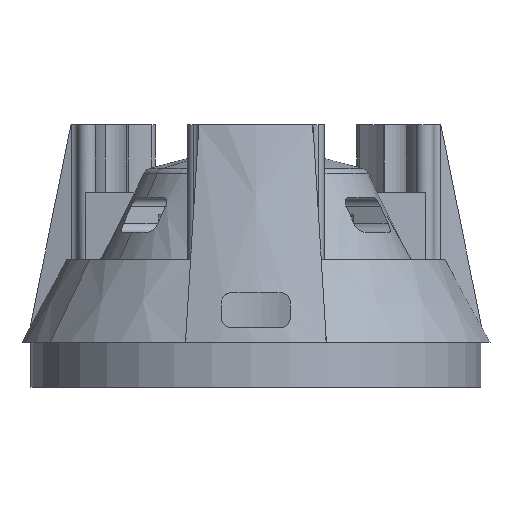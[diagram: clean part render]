
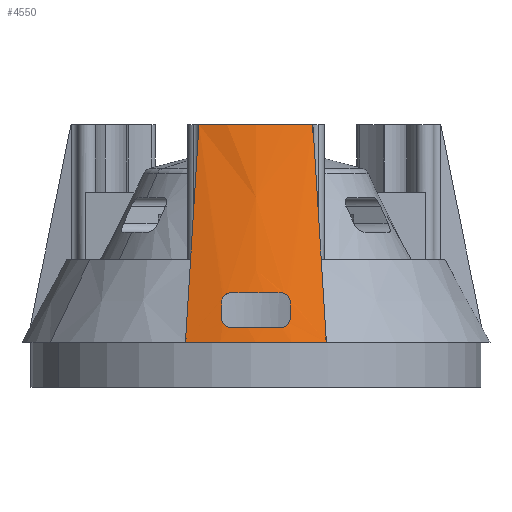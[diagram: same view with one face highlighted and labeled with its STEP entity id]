
A CAD part, front view. The second image highlights one B-rep face of the part: STEP entity #4550.
In plain terms, the highlighted conical face has half-angle 11.709 degrees and reference radius 42 mm.
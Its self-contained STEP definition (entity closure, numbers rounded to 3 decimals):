
#304=CARTESIAN_POINT('Vertex',(15.637,-49.593,1000.)) ;
#307=CARTESIAN_POINT('Axis2P3D Location',(0.,0.,1000.)) ;
#311=CARTESIAN_POINT('Vertex',(-15.637,-49.593,1000.)) ;
#1404=CARTESIAN_POINT('Vertex',(-7.6,-49.566,1008.95)) ;
#1408=CARTESIAN_POINT('Control Point',(-7.6,-49.566,1008.95)) ;
#1409=CARTESIAN_POINT('Control Point',(-7.6,-49.721,1008.21)) ;
#1410=CARTESIAN_POINT('Control Point',(-7.6,-49.876,1007.47)) ;
#1411=CARTESIAN_POINT('Control Point',(-7.6,-50.031,1006.73)) ;
#1412=CARTESIAN_POINT('Control Point',(-7.6,-50.186,1005.99)) ;
#1413=CARTESIAN_POINT('Control Point',(-7.6,-50.341,1005.25)) ;
#1414=CARTESIAN_POINT('Vertex',(-7.6,-50.341,1005.25)) ;
#1438=CARTESIAN_POINT('Vertex',(7.6,-49.566,1008.95)) ;
#1442=CARTESIAN_POINT('Control Point',(5.6,-49.414,1010.95)) ;
#1443=CARTESIAN_POINT('Control Point',(6.237,-49.342,1010.95)) ;
#1444=CARTESIAN_POINT('Control Point',(6.882,-49.311,1010.697)) ;
#1445=CARTESIAN_POINT('Control Point',(7.37,-49.343,1010.177)) ;
#1446=CARTESIAN_POINT('Control Point',(7.6,-49.438,1009.56)) ;
#1447=CARTESIAN_POINT('Control Point',(7.6,-49.566,1008.95)) ;
#1448=CARTESIAN_POINT('Vertex',(5.6,-49.414,1010.95)) ;
#1472=CARTESIAN_POINT('Vertex',(7.6,-50.341,1005.25)) ;
#1476=CARTESIAN_POINT('Control Point',(7.6,-49.566,1008.95)) ;
#1477=CARTESIAN_POINT('Control Point',(7.6,-49.721,1008.21)) ;
#1478=CARTESIAN_POINT('Control Point',(7.6,-49.876,1007.47)) ;
#1479=CARTESIAN_POINT('Control Point',(7.6,-50.031,1006.73)) ;
#1480=CARTESIAN_POINT('Control Point',(7.6,-50.186,1005.99)) ;
#1481=CARTESIAN_POINT('Control Point',(7.6,-50.341,1005.25)) ;
#1496=CARTESIAN_POINT('Control Point',(-5.6,-51.02,1003.25)) ;
#1497=CARTESIAN_POINT('Control Point',(-6.253,-50.948,1003.25)) ;
#1498=CARTESIAN_POINT('Control Point',(-6.901,-50.81,1003.521)) ;
#1499=CARTESIAN_POINT('Control Point',(-7.362,-50.634,1004.026)) ;
#1500=CARTESIAN_POINT('Control Point',(-7.6,-50.471,1004.633)) ;
#1501=CARTESIAN_POINT('Control Point',(-7.6,-50.341,1005.25)) ;
#1502=CARTESIAN_POINT('Vertex',(-5.6,-51.02,1003.25)) ;
#3625=CARTESIAN_POINT('Vertex',(12.63,-40.056,1048.25)) ;
#3628=CARTESIAN_POINT('Line Origine',(14.133,-44.825,1024.125)) ;
#3654=CARTESIAN_POINT('Line Origine',(-14.133,-44.825,1024.125)) ;
#3658=CARTESIAN_POINT('Vertex',(-12.63,-40.056,1048.25)) ;
#3788=CARTESIAN_POINT('Axis2P3D Location',(0.,0.,1048.25)) ;
#4264=CARTESIAN_POINT('Vertex',(5.6,-51.02,1003.25)) ;
#4268=CARTESIAN_POINT('Control Point',(5.6,-51.02,1003.25)) ;
#4269=CARTESIAN_POINT('Control Point',(6.253,-50.948,1003.25)) ;
#4270=CARTESIAN_POINT('Control Point',(6.901,-50.81,1003.521)) ;
#4271=CARTESIAN_POINT('Control Point',(7.362,-50.634,1004.026)) ;
#4272=CARTESIAN_POINT('Control Point',(7.6,-50.471,1004.633)) ;
#4273=CARTESIAN_POINT('Control Point',(7.6,-50.341,1005.25)) ;
#4282=CARTESIAN_POINT('Axis2P3D Location',(0.,0.,1010.95)) ;
#4286=CARTESIAN_POINT('Vertex',(-5.6,-49.414,1010.95)) ;
#4311=CARTESIAN_POINT('Control Point',(-7.6,-49.566,1008.95)) ;
#4312=CARTESIAN_POINT('Control Point',(-7.6,-49.438,1009.56)) ;
#4313=CARTESIAN_POINT('Control Point',(-7.37,-49.344,1010.177)) ;
#4314=CARTESIAN_POINT('Control Point',(-6.882,-49.311,1010.697)) ;
#4315=CARTESIAN_POINT('Control Point',(-6.237,-49.342,1010.95)) ;
#4316=CARTESIAN_POINT('Control Point',(-5.6,-49.414,1010.95)) ;
#4421=CARTESIAN_POINT('Axis2P3D Location',(0.,0.,1003.25)) ;
#4529=CARTESIAN_POINT('Axis2P3D Location',(0.,0.,1048.25)) ;
#308=DIRECTION('Axis2P3D Direction',(0.,0.,1.)) ;
#3629=DIRECTION('Vector Direction',(-0.061,0.194,0.979)) ;
#3655=DIRECTION('Vector Direction',(0.061,0.194,0.979)) ;
#3789=DIRECTION('Axis2P3D Direction',(0.,0.,1.)) ;
#4283=DIRECTION('Axis2P3D Direction',(0.,0.,1.)) ;
#4422=DIRECTION('Axis2P3D Direction',(0.,0.,-1.)) ;
#4530=DIRECTION('Axis2P3D Direction',(-0.,-0.,-1.)) ;
#4531=DIRECTION('Axis2P3D XDirection',(0.301,-0.954,0.)) ;
#309=AXIS2_PLACEMENT_3D('Circle Axis2P3D',#307,#308,$) ;
#3790=AXIS2_PLACEMENT_3D('Circle Axis2P3D',#3788,#3789,$) ;
#4284=AXIS2_PLACEMENT_3D('Circle Axis2P3D',#4282,#4283,$) ;
#4423=AXIS2_PLACEMENT_3D('Circle Axis2P3D',#4421,#4422,$) ;
#4532=AXIS2_PLACEMENT_3D('Cone Axis2P3D',#4529,#4530,#4531) ;
#4535=ORIENTED_EDGE('',*,*,#3792,.F.) ;
#4536=ORIENTED_EDGE('',*,*,#3660,.T.) ;
#4537=ORIENTED_EDGE('',*,*,#313,.T.) ;
#4538=ORIENTED_EDGE('',*,*,#3632,.F.) ;
#4541=ORIENTED_EDGE('',*,*,#1416,.F.) ;
#4542=ORIENTED_EDGE('',*,*,#4317,.T.) ;
#4543=ORIENTED_EDGE('',*,*,#4288,.T.) ;
#4544=ORIENTED_EDGE('',*,*,#1450,.T.) ;
#4545=ORIENTED_EDGE('',*,*,#1482,.T.) ;
#4546=ORIENTED_EDGE('',*,*,#4274,.F.) ;
#4547=ORIENTED_EDGE('',*,*,#4425,.T.) ;
#4548=ORIENTED_EDGE('',*,*,#1504,.T.) ;
#4549=FACE_BOUND('',#4540,.T.) ;
#3630=VECTOR('Line Direction',#3629,1.) ;
#3656=VECTOR('Line Direction',#3655,1.) ;
#4550=ADVANCED_FACE('Corps principal',(#4539,#4549),#4533,.T.) ;
#1407=B_SPLINE_CURVE_WITH_KNOTS('',5,(#1408,#1409,#1410,#1411,#1412,#1413),.UNSPECIFIED.,.F.,.U.,(6,6),(0.,5.346),.UNSPECIFIED.) ;
#1441=B_SPLINE_CURVE_WITH_KNOTS('',5,(#1442,#1443,#1444,#1445,#1446,#1447),.UNSPECIFIED.,.F.,.U.,(6,6),(0.,4.409),.UNSPECIFIED.) ;
#1475=B_SPLINE_CURVE_WITH_KNOTS('',5,(#1476,#1477,#1478,#1479,#1480,#1481),.UNSPECIFIED.,.F.,.U.,(6,6),(0.,5.346),.UNSPECIFIED.) ;
#1495=B_SPLINE_CURVE_WITH_KNOTS('',5,(#1496,#1497,#1498,#1499,#1500,#1501),.UNSPECIFIED.,.F.,.U.,(6,6),(0.,4.455),.UNSPECIFIED.) ;
#4267=B_SPLINE_CURVE_WITH_KNOTS('',5,(#4268,#4269,#4270,#4271,#4272,#4273),.UNSPECIFIED.,.F.,.U.,(6,6),(0.,4.455),.UNSPECIFIED.) ;
#4310=B_SPLINE_CURVE_WITH_KNOTS('',5,(#4311,#4312,#4313,#4314,#4315,#4316),.UNSPECIFIED.,.F.,.U.,(6,6),(0.,4.409),.UNSPECIFIED.) ;
#310=CIRCLE('generated circle',#309,52.) ;
#3791=CIRCLE('generated circle',#3790,42.) ;
#4285=CIRCLE('generated circle',#4284,49.731) ;
#4424=CIRCLE('generated circle',#4423,51.326) ;
#4533=CONICAL_SURFACE('Cone',#4532,42.,0.204) ;
#313=EDGE_CURVE('',#312,#305,#310,.T.) ;
#1416=EDGE_CURVE('',#1405,#1415,#1407,.T.) ;
#1450=EDGE_CURVE('',#1449,#1439,#1441,.T.) ;
#1482=EDGE_CURVE('',#1439,#1473,#1475,.T.) ;
#1504=EDGE_CURVE('',#1503,#1415,#1495,.T.) ;
#3632=EDGE_CURVE('',#3626,#305,#3631,.F.) ;
#3660=EDGE_CURVE('',#3659,#312,#3657,.F.) ;
#3792=EDGE_CURVE('',#3659,#3626,#3791,.T.) ;
#4274=EDGE_CURVE('',#4265,#1473,#4267,.T.) ;
#4288=EDGE_CURVE('',#4287,#1449,#4285,.T.) ;
#4317=EDGE_CURVE('',#1405,#4287,#4310,.T.) ;
#4425=EDGE_CURVE('',#4265,#1503,#4424,.T.) ;
#4534=EDGE_LOOP('',(#4535,#4536,#4537,#4538)) ;
#4540=EDGE_LOOP('',(#4541,#4542,#4543,#4544,#4545,#4546,#4547,#4548)) ;
#4539=FACE_OUTER_BOUND('',#4534,.T.) ;
#3631=LINE('Line',#3628,#3630) ;
#3657=LINE('Line',#3654,#3656) ;
#305=VERTEX_POINT('',#304) ;
#312=VERTEX_POINT('',#311) ;
#1405=VERTEX_POINT('',#1404) ;
#1415=VERTEX_POINT('',#1414) ;
#1439=VERTEX_POINT('',#1438) ;
#1449=VERTEX_POINT('',#1448) ;
#1473=VERTEX_POINT('',#1472) ;
#1503=VERTEX_POINT('',#1502) ;
#3626=VERTEX_POINT('',#3625) ;
#3659=VERTEX_POINT('',#3658) ;
#4265=VERTEX_POINT('',#4264) ;
#4287=VERTEX_POINT('',#4286) ;
